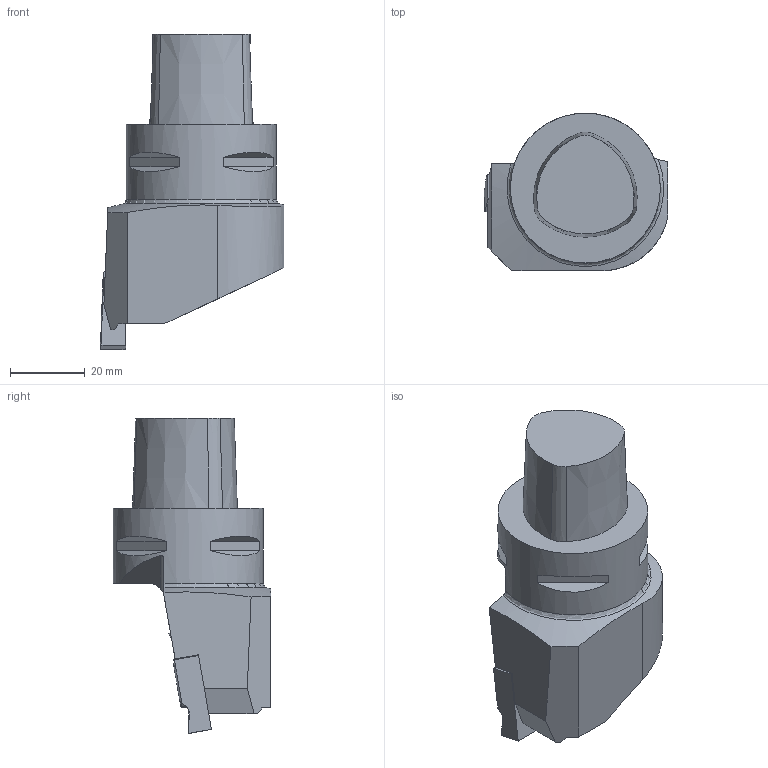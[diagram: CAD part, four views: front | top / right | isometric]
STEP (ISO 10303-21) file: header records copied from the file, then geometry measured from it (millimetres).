
FILE_DESCRIPTION(/* description */ (''),/* implementation_level */ '2;1');
FILE_NAME(/* name */ 'C4-CER-27060-20HD.stp',/* time_stamp */ '2018-02-15T16:18:34+06:00',/* author */ (''),/* organization */ (''),/* preprocessor_version */ 'ST-DEVELOPER v16',/* originating_system */ 'SIEMENS PLM Software NX 11.0',/* authorisation */ '');
FILE_SCHEMA (('AUTOMOTIVE_DESIGN { 1 0 10303 214 3 1 1 1 }'));
Length unit declared in the file: millimetre
Products named in the file (1): C4-CER-27060-20HD
Bounding box: 49 x 42 x 84.03 mm (x, y, z)
Volume: 71175 mm3; surface area: 13879.9 mm2
Topology: 4 solids, 4 shells, 70 faces, 178 edges, 118 vertices
Faces by surface type: plane 48, cylinder 10, cone 7, sphere 2, bspline 2, torus 1
Full cylindrical faces by diameter (mm): 2.995 x1, 40 x1
Entity records: 2529 total; most frequent: CARTESIAN_POINT 831, ORIENTED_EDGE 338, DIRECTION 322, EDGE_CURVE 169, VERTEX_POINT 113, AXIS2_PLACEMENT_3D 110, LINE 102, VECTOR 102
